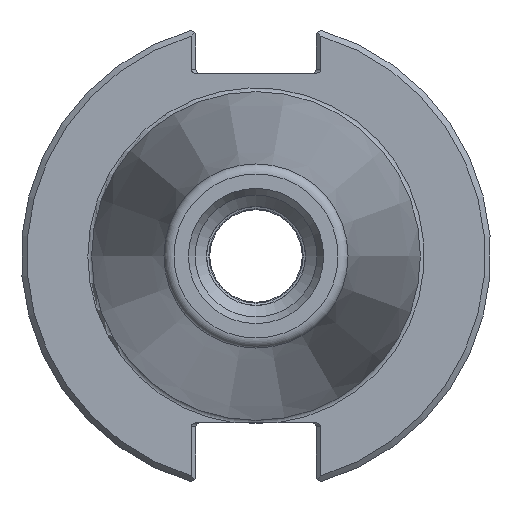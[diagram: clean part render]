
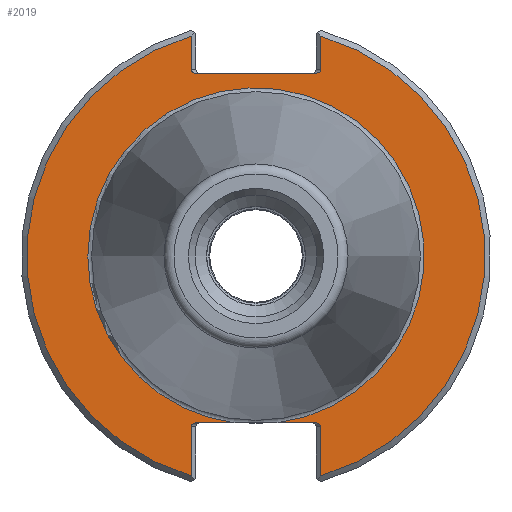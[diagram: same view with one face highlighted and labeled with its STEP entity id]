
A CAD part, left-side view. The second image highlights one B-rep face of the part: STEP entity #2019.
In plain terms, the highlighted planar face has unit normal (-1, 0, 0).
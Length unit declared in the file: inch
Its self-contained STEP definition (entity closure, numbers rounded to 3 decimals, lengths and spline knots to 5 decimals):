
#73=ELLIPSE('',#2180,0.02828,0.02);
#74=ELLIPSE('',#2182,0.02828,0.02);
#75=ELLIPSE('',#2183,0.02828,0.02);
#76=ELLIPSE('',#2185,0.02828,0.02);
#99=LINE('',#3067,#207);
#105=LINE('',#3095,#213);
#106=LINE('',#3099,#214);
#107=LINE('',#3103,#215);
#108=LINE('',#3108,#216);
#109=LINE('',#3112,#217);
#110=LINE('',#3115,#218);
#207=VECTOR('',#2477,0.63343);
#213=VECTOR('',#2491,0.205);
#214=VECTOR('',#2494,0.2622);
#215=VECTOR('',#2497,0.1782);
#216=VECTOR('',#2502,0.1782);
#217=VECTOR('',#2505,0.2622);
#218=VECTOR('',#2508,0.205);
#337=PLANE('',#2179);
#487=FACE_OUTER_BOUND('',#636,.T.);
#636=EDGE_LOOP('',(#1392,#1393,#1394,#1395,#1396,#1397,#1398,#1399,#1400,
#1401,#1402,#1403,#1404,#1405));
#789=CIRCLE('',#2177,0.895);
#791=CIRCLE('',#2181,1.22);
#792=CIRCLE('',#2184,1.22);
#888=VERTEX_POINT('',#3063);
#890=VERTEX_POINT('',#3066);
#894=VERTEX_POINT('',#3077);
#895=VERTEX_POINT('',#3078);
#897=VERTEX_POINT('',#3094);
#898=VERTEX_POINT('',#3096);
#899=VERTEX_POINT('',#3098);
#900=VERTEX_POINT('',#3100);
#901=VERTEX_POINT('',#3102);
#902=VERTEX_POINT('',#3105);
#903=VERTEX_POINT('',#3107);
#904=VERTEX_POINT('',#3109);
#905=VERTEX_POINT('',#3111);
#906=VERTEX_POINT('',#3113);
#1086=EDGE_CURVE('',#888,#890,#99,.T.);
#1093=EDGE_CURVE('',#894,#895,#789,.T.);
#1095=EDGE_CURVE('',#897,#894,#105,.T.);
#1096=EDGE_CURVE('',#898,#897,#73,.T.);
#1097=EDGE_CURVE('',#899,#898,#106,.T.);
#1098=EDGE_CURVE('',#900,#899,#791,.T.);
#1099=EDGE_CURVE('',#901,#900,#107,.T.);
#1100=EDGE_CURVE('',#890,#901,#74,.T.);
#1101=EDGE_CURVE('',#902,#888,#75,.T.);
#1102=EDGE_CURVE('',#903,#902,#108,.T.);
#1103=EDGE_CURVE('',#904,#903,#792,.T.);
#1104=EDGE_CURVE('',#905,#904,#109,.T.);
#1105=EDGE_CURVE('',#906,#905,#76,.T.);
#1106=EDGE_CURVE('',#895,#906,#110,.T.);
#1392=ORIENTED_EDGE('',*,*,#1093,.F.);
#1393=ORIENTED_EDGE('',*,*,#1095,.F.);
#1394=ORIENTED_EDGE('',*,*,#1096,.F.);
#1395=ORIENTED_EDGE('',*,*,#1097,.F.);
#1396=ORIENTED_EDGE('',*,*,#1098,.F.);
#1397=ORIENTED_EDGE('',*,*,#1099,.F.);
#1398=ORIENTED_EDGE('',*,*,#1100,.F.);
#1399=ORIENTED_EDGE('',*,*,#1086,.F.);
#1400=ORIENTED_EDGE('',*,*,#1101,.F.);
#1401=ORIENTED_EDGE('',*,*,#1102,.F.);
#1402=ORIENTED_EDGE('',*,*,#1103,.F.);
#1403=ORIENTED_EDGE('',*,*,#1104,.F.);
#1404=ORIENTED_EDGE('',*,*,#1105,.F.);
#1405=ORIENTED_EDGE('',*,*,#1106,.F.);
#2019=ADVANCED_FACE('',(#487),#337,.T.);
#2177=AXIS2_PLACEMENT_3D('',#3090,#2485,#2486);
#2179=AXIS2_PLACEMENT_3D('',#3093,#2489,#2490);
#2180=AXIS2_PLACEMENT_3D('',#3097,#2492,#2493);
#2181=AXIS2_PLACEMENT_3D('',#3101,#2495,#2496);
#2182=AXIS2_PLACEMENT_3D('',#3104,#2498,#2499);
#2183=AXIS2_PLACEMENT_3D('',#3106,#2500,#2501);
#2184=AXIS2_PLACEMENT_3D('',#3110,#2503,#2504);
#2185=AXIS2_PLACEMENT_3D('',#3114,#2506,#2507);
#2477=DIRECTION('',(0.,-1.,0.));
#2485=DIRECTION('center_axis',(-1.,0.,0.));
#2486=DIRECTION('ref_axis',(0.,-1.,0.));
#2489=DIRECTION('center_axis',(-1.,0.,0.));
#2490=DIRECTION('ref_axis',(0.,0.,1.));
#2491=DIRECTION('',(0.,1.,0.));
#2492=DIRECTION('center_axis',(-1.,0.,0.));
#2493=DIRECTION('ref_axis',(0.,-1.,0.));
#2494=DIRECTION('',(0.,0.,1.));
#2495=DIRECTION('center_axis',(1.,0.,0.));
#2496=DIRECTION('ref_axis',(0.,-1.,0.));
#2497=DIRECTION('',(0.,0.,1.));
#2498=DIRECTION('center_axis',(-1.,0.,0.));
#2499=DIRECTION('ref_axis',(0.,-1.,0.));
#2500=DIRECTION('center_axis',(-1.,0.,0.));
#2501=DIRECTION('ref_axis',(0.,1.,0.));
#2502=DIRECTION('',(0.,0.,-1.));
#2503=DIRECTION('center_axis',(1.,0.,0.));
#2504=DIRECTION('ref_axis',(0.,1.,0.));
#2505=DIRECTION('',(0.,0.,-1.));
#2506=DIRECTION('center_axis',(-1.,0.,0.));
#2507=DIRECTION('ref_axis',(0.,1.,0.));
#2508=DIRECTION('',(0.,1.,0.));
#3063=CARTESIAN_POINT('',(0.125,0.31672,0.972));
#3066=CARTESIAN_POINT('',(0.125,-0.31672,0.972));
#3067=CARTESIAN_POINT('',(0.125,0.53125,0.972));
#3077=CARTESIAN_POINT('',(0.125,-0.11172,-0.888));
#3078=CARTESIAN_POINT('',(0.125,0.11172,-0.888));
#3090=CARTESIAN_POINT('Origin',(0.125,0.,0.));
#3093=CARTESIAN_POINT('Origin',(0.125,1.0625,0.));
#3094=CARTESIAN_POINT('',(0.125,-0.31672,-0.888));
#3095=CARTESIAN_POINT('',(0.125,0.53125,-0.888));
#3096=CARTESIAN_POINT('',(0.125,-0.345,-0.908));
#3097=CARTESIAN_POINT('Origin',(0.125,-0.31672,-0.908));
#3098=CARTESIAN_POINT('',(0.125,-0.345,-1.1702));
#3099=CARTESIAN_POINT('',(0.125,-0.345,-0.444));
#3100=CARTESIAN_POINT('',(0.125,-0.345,1.1702));
#3101=CARTESIAN_POINT('Origin',(0.125,0.,0.));
#3102=CARTESIAN_POINT('',(0.125,-0.345,0.992));
#3103=CARTESIAN_POINT('',(0.125,-0.345,0.486));
#3104=CARTESIAN_POINT('Origin',(0.125,-0.31672,0.992));
#3105=CARTESIAN_POINT('',(0.125,0.345,0.992));
#3106=CARTESIAN_POINT('Origin',(0.125,0.31672,0.992));
#3107=CARTESIAN_POINT('',(0.125,0.345,1.1702));
#3108=CARTESIAN_POINT('',(0.125,0.345,0.486));
#3109=CARTESIAN_POINT('',(0.125,0.345,-1.1702));
#3110=CARTESIAN_POINT('Origin',(0.125,0.,0.));
#3111=CARTESIAN_POINT('',(0.125,0.345,-0.908));
#3112=CARTESIAN_POINT('',(0.125,0.345,-0.444));
#3113=CARTESIAN_POINT('',(0.125,0.31672,-0.888));
#3114=CARTESIAN_POINT('Origin',(0.125,0.31672,-0.908));
#3115=CARTESIAN_POINT('',(0.125,0.53125,-0.888));
